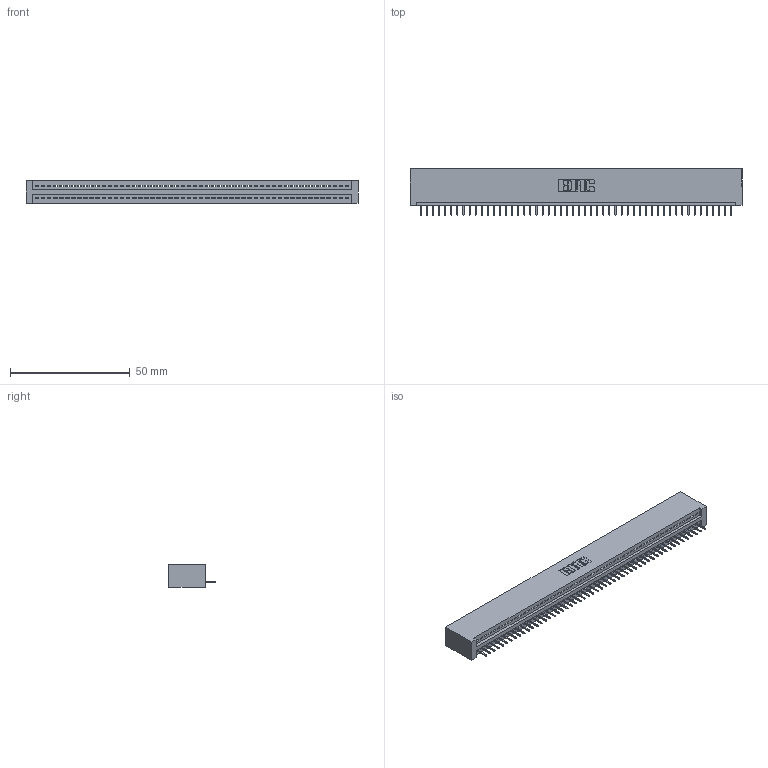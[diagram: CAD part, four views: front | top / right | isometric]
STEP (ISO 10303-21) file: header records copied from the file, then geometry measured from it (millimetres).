
FILE_DESCRIPTION (( 'STEP AP203' ), '1' );
FILE_NAME ('345-052-524-101.STEP', '2019-10-09T18:01:12', ( '' ), ( '' ), 'SwSTEP 2.0', 'SolidWorks 2016', '' );
FILE_SCHEMA (( 'CONFIG_CONTROL_DESIGN' ));
Length unit declared in the file: inch
Products named in the file (3): 345 Part_No Mounting Lugs; 345-052-524-101; 345-292-001_345-293-124
Assembly tree (53 placements, depth 2):
  345-052-524-101
    345 Part_No Mounting Lugs
    345-292-001_345-293-124  x52
Bounding box: 138.68 x 19.35 x 9.4 mm (x, y, z)
Volume: 13633.2 mm3; surface area: 17786.6 mm2
Topology: 53 solids, 53 shells, 3342 faces, 9677 edges, 6242 vertices
Faces by surface type: plane 2468, cylinder 874
Entity records: 37587 total; most frequent: CARTESIAN_POINT 6516, ORIENTED_EDGE 6502, DIRECTION 5671, EDGE_CURVE 3251, LINE 2923, VECTOR 2923, VERTEX_POINT 2162, AXIS2_PLACEMENT_3D 1374
